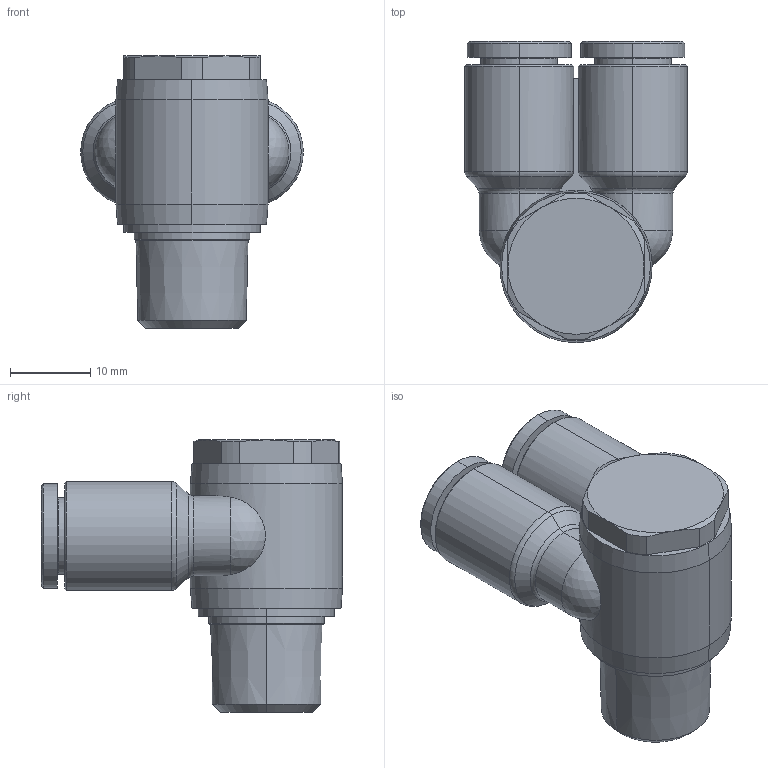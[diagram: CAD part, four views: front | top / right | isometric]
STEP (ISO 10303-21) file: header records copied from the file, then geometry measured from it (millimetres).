
FILE_DESCRIPTION((''),'2;1');
FILE_NAME('GPA_0802(3D).stp','2012-12-17T14:18:18',(''),(''),'Mechanical Desktop.R8.0.24.0','Mechanical Desktop.R8.0.24.0',', , ');
FILE_SCHEMA(('CONFIG_CONTROL_DESIGN'));
Length unit declared in the file: millimetre
Products named in the file (2): GPA_0802(3D); ºÎÇ°1
Assembly tree (1 placements, depth 2):
  GPA_0802(3D)
    ºÎÇ°1
Bounding box: 27.8 x 37.6 x 34 mm (x, y, z)
Volume: 10121.8 mm3; surface area: 6127.6 mm2
Topology: 1 solids, 1 shells, 851 faces, 2371 edges, 1563 vertices
Faces by surface type: plane 689, bspline 58, cylinder 54, cone 42, torus 6, sphere 2
Entity records: 28008 total; most frequent: CARTESIAN_POINT 6125, ORIENTED_EDGE 4738, DIRECTION 4193, EDGE_CURVE 2369, VECTOR 2059, LINE 2059, VERTEX_POINT 1563, AXIS2_PLACEMENT_3D 1067
